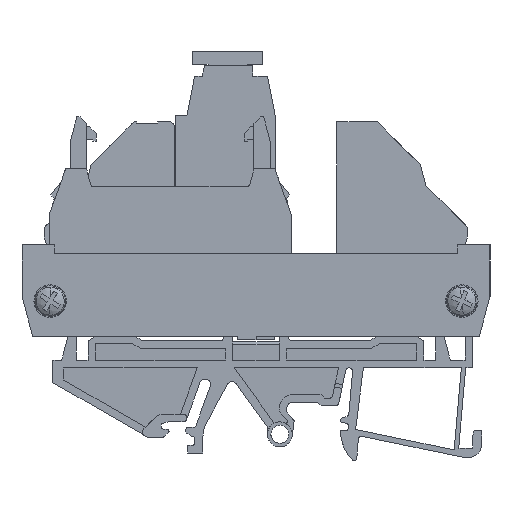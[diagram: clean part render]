
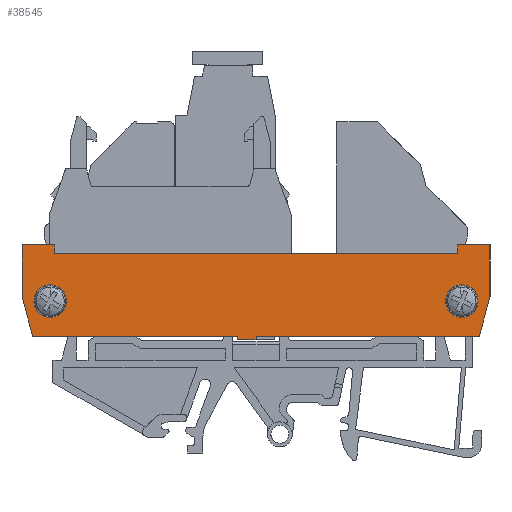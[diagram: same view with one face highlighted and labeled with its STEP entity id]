
A CAD part, left-side view. The second image highlights one B-rep face of the part: STEP entity #38545.
In plain terms, the highlighted planar face has unit normal (-1, 0, 0).
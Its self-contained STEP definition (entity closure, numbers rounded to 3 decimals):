
#25166=AXIS2_PLACEMENT_3D('Circle Axis2P3D',#25164,#25165,$) ;
#25196=AXIS2_PLACEMENT_3D('Circle Axis2P3D',#25194,#25195,$) ;
#25230=AXIS2_PLACEMENT_3D('Circle Axis2P3D',#25228,#25229,$) ;
#25260=AXIS2_PLACEMENT_3D('Circle Axis2P3D',#25258,#25259,$) ;
#38476=AXIS2_PLACEMENT_3D('Plane Axis2P3D',#38473,#38474,#38475) ;
#12594=CARTESIAN_POINT('Line Origine',(0.,0.,35.068)) ;
#12598=CARTESIAN_POINT('Vertex',(0.,0.,39.852)) ;
#12600=CARTESIAN_POINT('Vertex',(0.,0.,30.284)) ;
#14434=CARTESIAN_POINT('Vertex',(0.,43.2,22.952)) ;
#14437=CARTESIAN_POINT('Line Origine',(0.,43.2,22.622)) ;
#14441=CARTESIAN_POINT('Vertex',(0.,43.2,22.292)) ;
#19985=CARTESIAN_POINT('Line Origine',(0.,44.95,22.292)) ;
#19989=CARTESIAN_POINT('Vertex',(0.,46.7,22.292)) ;
#20014=CARTESIAN_POINT('Vertex',(0.,46.7,22.952)) ;
#20017=CARTESIAN_POINT('Line Origine',(0.,46.7,22.622)) ;
#25161=CARTESIAN_POINT('Vertex',(0.,8.2,29.452)) ;
#25164=CARTESIAN_POINT('Axis2P3D Location',(0.,5.2,29.452)) ;
#25168=CARTESIAN_POINT('Vertex',(0.,2.2,29.452)) ;
#25194=CARTESIAN_POINT('Axis2P3D Location',(0.,5.2,29.452)) ;
#25225=CARTESIAN_POINT('Vertex',(0.,84.2,29.452)) ;
#25228=CARTESIAN_POINT('Axis2P3D Location',(0.,81.2,29.452)) ;
#25232=CARTESIAN_POINT('Vertex',(0.,78.2,29.452)) ;
#25258=CARTESIAN_POINT('Axis2P3D Location',(0.,81.2,29.452)) ;
#38400=CARTESIAN_POINT('Vertex',(0.,1.965,22.952)) ;
#38403=CARTESIAN_POINT('Line Origine',(0.,0.982,26.618)) ;
#38421=CARTESIAN_POINT('Line Origine',(0.,85.418,26.618)) ;
#38425=CARTESIAN_POINT('Vertex',(0.,84.435,22.952)) ;
#38427=CARTESIAN_POINT('Vertex',(0.,86.4,30.284)) ;
#38453=CARTESIAN_POINT('Line Origine',(0.,86.4,35.068)) ;
#38457=CARTESIAN_POINT('Vertex',(0.,86.4,39.852)) ;
#38473=CARTESIAN_POINT('Axis2P3D Location',(0.,0.9,30.403)) ;
#38478=CARTESIAN_POINT('Line Origine',(0.,3.,39.852)) ;
#38482=CARTESIAN_POINT('Vertex',(0.,6.,39.852)) ;
#38485=CARTESIAN_POINT('Line Origine',(0.,6.,39.052)) ;
#38489=CARTESIAN_POINT('Vertex',(0.,6.,38.252)) ;
#38492=CARTESIAN_POINT('Line Origine',(0.,43.2,38.252)) ;
#38496=CARTESIAN_POINT('Vertex',(0.,80.4,38.252)) ;
#38499=CARTESIAN_POINT('Line Origine',(0.,80.4,39.052)) ;
#38503=CARTESIAN_POINT('Vertex',(0.,80.4,39.852)) ;
#38506=CARTESIAN_POINT('Line Origine',(0.,83.4,39.852)) ;
#38511=CARTESIAN_POINT('Line Origine',(0.,65.568,22.952)) ;
#38516=CARTESIAN_POINT('Line Origine',(0.,22.582,22.952)) ;
#12595=DIRECTION('Vector Direction',(0.,0.,-1.)) ;
#14438=DIRECTION('Vector Direction',(0.,0.,-1.)) ;
#19986=DIRECTION('Vector Direction',(0.,1.,0.)) ;
#20018=DIRECTION('Vector Direction',(0.,0.,-1.)) ;
#25165=DIRECTION('Axis2P3D Direction',(-1.,0.,0.)) ;
#25195=DIRECTION('Axis2P3D Direction',(-1.,0.,0.)) ;
#25229=DIRECTION('Axis2P3D Direction',(-1.,0.,0.)) ;
#25259=DIRECTION('Axis2P3D Direction',(-1.,0.,0.)) ;
#38404=DIRECTION('Vector Direction',(0.,0.259,-0.966)) ;
#38422=DIRECTION('Vector Direction',(0.,0.259,0.966)) ;
#38454=DIRECTION('Vector Direction',(0.,0.,1.)) ;
#38474=DIRECTION('Axis2P3D Direction',(1.,0.,-0.)) ;
#38475=DIRECTION('Axis2P3D XDirection',(0.,1.,0.)) ;
#38479=DIRECTION('Vector Direction',(0.,-1.,0.)) ;
#38486=DIRECTION('Vector Direction',(0.,0.,1.)) ;
#38493=DIRECTION('Vector Direction',(0.,-1.,0.)) ;
#38500=DIRECTION('Vector Direction',(0.,0.,-1.)) ;
#38507=DIRECTION('Vector Direction',(0.,-1.,0.)) ;
#38512=DIRECTION('Vector Direction',(0.,1.,0.)) ;
#38517=DIRECTION('Vector Direction',(0.,1.,0.)) ;
#12596=VECTOR('Line Direction',#12595,1.) ;
#14439=VECTOR('Line Direction',#14438,1.) ;
#19987=VECTOR('Line Direction',#19986,1.) ;
#20019=VECTOR('Line Direction',#20018,1.) ;
#38405=VECTOR('Line Direction',#38404,1.) ;
#38423=VECTOR('Line Direction',#38422,1.) ;
#38455=VECTOR('Line Direction',#38454,1.) ;
#38480=VECTOR('Line Direction',#38479,1.) ;
#38487=VECTOR('Line Direction',#38486,1.) ;
#38494=VECTOR('Line Direction',#38493,1.) ;
#38501=VECTOR('Line Direction',#38500,1.) ;
#38508=VECTOR('Line Direction',#38507,1.) ;
#38513=VECTOR('Line Direction',#38512,1.) ;
#38518=VECTOR('Line Direction',#38517,1.) ;
#38522=ORIENTED_EDGE('',*,*,#38407,.F.) ;
#38523=ORIENTED_EDGE('',*,*,#12602,.F.) ;
#38524=ORIENTED_EDGE('',*,*,#38484,.F.) ;
#38525=ORIENTED_EDGE('',*,*,#38491,.F.) ;
#38526=ORIENTED_EDGE('',*,*,#38498,.F.) ;
#38527=ORIENTED_EDGE('',*,*,#38505,.F.) ;
#38528=ORIENTED_EDGE('',*,*,#38510,.F.) ;
#38529=ORIENTED_EDGE('',*,*,#38459,.F.) ;
#38530=ORIENTED_EDGE('',*,*,#38429,.F.) ;
#38531=ORIENTED_EDGE('',*,*,#38515,.F.) ;
#38532=ORIENTED_EDGE('',*,*,#20021,.T.) ;
#38533=ORIENTED_EDGE('',*,*,#19991,.F.) ;
#38534=ORIENTED_EDGE('',*,*,#14443,.F.) ;
#38535=ORIENTED_EDGE('',*,*,#38520,.F.) ;
#38538=ORIENTED_EDGE('',*,*,#25198,.F.) ;
#38539=ORIENTED_EDGE('',*,*,#25170,.F.) ;
#38542=ORIENTED_EDGE('',*,*,#25262,.F.) ;
#38543=ORIENTED_EDGE('',*,*,#25234,.F.) ;
#38540=FACE_BOUND('',#38537,.T.) ;
#38544=FACE_BOUND('',#38541,.T.) ;
#38545=ADVANCED_FACE('NONE',(#38536,#38540,#38544),#38477,.F.) ;
#25167=CIRCLE('generated circle',#25166,3.) ;
#25197=CIRCLE('generated circle',#25196,3.) ;
#25231=CIRCLE('generated circle',#25230,3.) ;
#25261=CIRCLE('generated circle',#25260,3.) ;
#12602=EDGE_CURVE('',#12599,#12601,#12597,.T.) ;
#14443=EDGE_CURVE('',#14435,#14442,#14440,.T.) ;
#19991=EDGE_CURVE('',#14442,#19990,#19988,.T.) ;
#20021=EDGE_CURVE('',#20015,#19990,#20020,.T.) ;
#25170=EDGE_CURVE('',#25162,#25169,#25167,.T.) ;
#25198=EDGE_CURVE('',#25169,#25162,#25197,.T.) ;
#25234=EDGE_CURVE('',#25226,#25233,#25231,.T.) ;
#25262=EDGE_CURVE('',#25233,#25226,#25261,.T.) ;
#38407=EDGE_CURVE('',#12601,#38401,#38406,.T.) ;
#38429=EDGE_CURVE('',#38426,#38428,#38424,.T.) ;
#38459=EDGE_CURVE('',#38428,#38458,#38456,.T.) ;
#38484=EDGE_CURVE('',#38483,#12599,#38481,.T.) ;
#38491=EDGE_CURVE('',#38490,#38483,#38488,.T.) ;
#38498=EDGE_CURVE('',#38497,#38490,#38495,.T.) ;
#38505=EDGE_CURVE('',#38504,#38497,#38502,.T.) ;
#38510=EDGE_CURVE('',#38458,#38504,#38509,.T.) ;
#38515=EDGE_CURVE('',#20015,#38426,#38514,.T.) ;
#38520=EDGE_CURVE('',#38401,#14435,#38519,.T.) ;
#38521=EDGE_LOOP('',(#38522,#38523,#38524,#38525,#38526,#38527,#38528,#38529,#38530,#38531,#38532,#38533,#38534,#38535)) ;
#38537=EDGE_LOOP('',(#38538,#38539)) ;
#38541=EDGE_LOOP('',(#38542,#38543)) ;
#38536=FACE_OUTER_BOUND('',#38521,.T.) ;
#12597=LINE('Line',#12594,#12596) ;
#14440=LINE('Line',#14437,#14439) ;
#19988=LINE('Line',#19985,#19987) ;
#20020=LINE('Line',#20017,#20019) ;
#38406=LINE('Line',#38403,#38405) ;
#38424=LINE('Line',#38421,#38423) ;
#38456=LINE('Line',#38453,#38455) ;
#38481=LINE('Line',#38478,#38480) ;
#38488=LINE('Line',#38485,#38487) ;
#38495=LINE('Line',#38492,#38494) ;
#38502=LINE('Line',#38499,#38501) ;
#38509=LINE('Line',#38506,#38508) ;
#38514=LINE('Line',#38511,#38513) ;
#38519=LINE('Line',#38516,#38518) ;
#38477=PLANE('',#38476) ;
#12599=VERTEX_POINT('',#12598) ;
#12601=VERTEX_POINT('',#12600) ;
#14435=VERTEX_POINT('',#14434) ;
#14442=VERTEX_POINT('',#14441) ;
#19990=VERTEX_POINT('',#19989) ;
#20015=VERTEX_POINT('',#20014) ;
#25162=VERTEX_POINT('',#25161) ;
#25169=VERTEX_POINT('',#25168) ;
#25226=VERTEX_POINT('',#25225) ;
#25233=VERTEX_POINT('',#25232) ;
#38401=VERTEX_POINT('',#38400) ;
#38426=VERTEX_POINT('',#38425) ;
#38428=VERTEX_POINT('',#38427) ;
#38458=VERTEX_POINT('',#38457) ;
#38483=VERTEX_POINT('',#38482) ;
#38490=VERTEX_POINT('',#38489) ;
#38497=VERTEX_POINT('',#38496) ;
#38504=VERTEX_POINT('',#38503) ;
